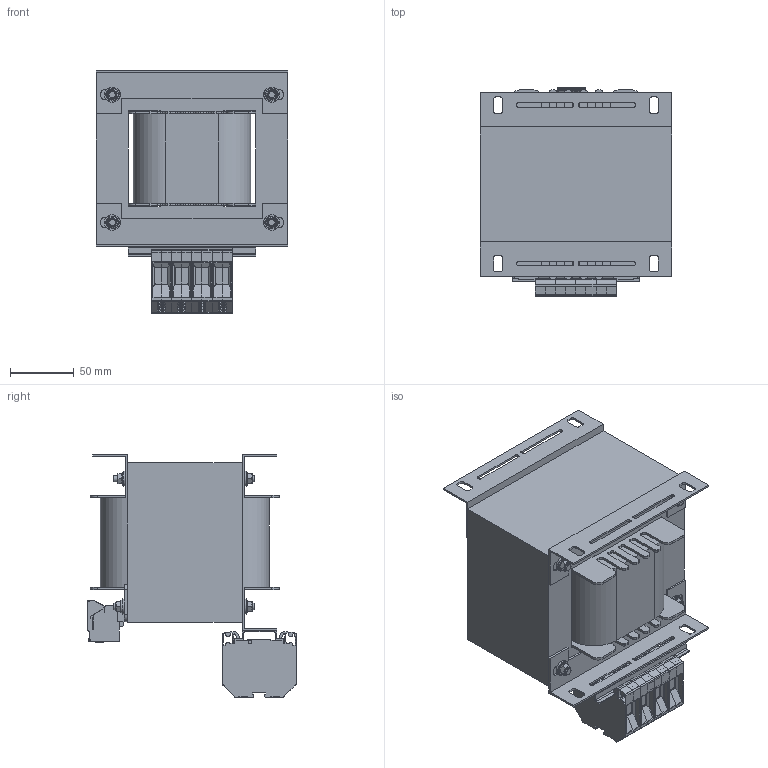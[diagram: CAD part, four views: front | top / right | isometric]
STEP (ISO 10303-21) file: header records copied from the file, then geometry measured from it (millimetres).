
FILE_DESCRIPTION(/* description */ (''),/* implementation_level */ '2;1');
FILE_NAME(/* name */ 'TS042103200.stp',/* time_stamp */ '2022-09-15T12:07:47+02:00',/* author */ ('velazquez'),/* organization */ (''),/* preprocessor_version */ 'ST-DEVELOPER v19.2',/* originating_system */ 'Autodesk Inventor 2023',/* authorisation */ '');
FILE_SCHEMA (('AUTOMOTIVE_DESIGN { 1 0 10303 214 3 1 1 }'));
Products named in the file (12): TS042103200; EI150 x 125 - 90 (RC50); AF50DIN; EI150; EI 150 X 125 - 90; centrador M5; DIN 125 - A 5,3; Varilla m5x110; DIN 934 - M5; carril 4 agujeros; FICHA 35; 1227_TKS_4_3_F NARANJA
Assembly tree (40 placements, depth 2):
  TS042103200
    EI150 x 125 - 90 (RC50)
    AF50DIN  x3
    EI150
    EI 150 X 125 - 90
    centrador M5  x8
    DIN 125 - A 5,3  x8
    Varilla m5x110  x4
    DIN 934 - M5  x8
    carril 4 agujeros
    FICHA 35  x4
    1227_TKS_4_3_F NARANJA
Bounding box: 150 x 163.25 x 190.1 mm (x, y, z)
Volume: 2074609.8 mm3; surface area: 335955.9 mm2
Topology: 40 solids, 88 shells, 5606 faces, 15069 edges, 9499 vertices
Faces by surface type: plane 3644, cylinder 1363, bspline 231, torus 180, sphere 156, cone 32
Full cylindrical faces by diameter (mm): 2 x16, 4.134 x8, 5 x14, 5.3 x8, 5.9 x8, 6.5 x8, 8 x4, 10 x8, 12 x8
Entity records: 110191 total; most frequent: CARTESIAN_POINT 26606, ORIENTED_EDGE 17184, DIRECTION 15969, EDGE_CURVE 8592, LINE 6971, VECTOR 6971, VERTEX_POINT 5541, AXIS2_PLACEMENT_3D 4499
